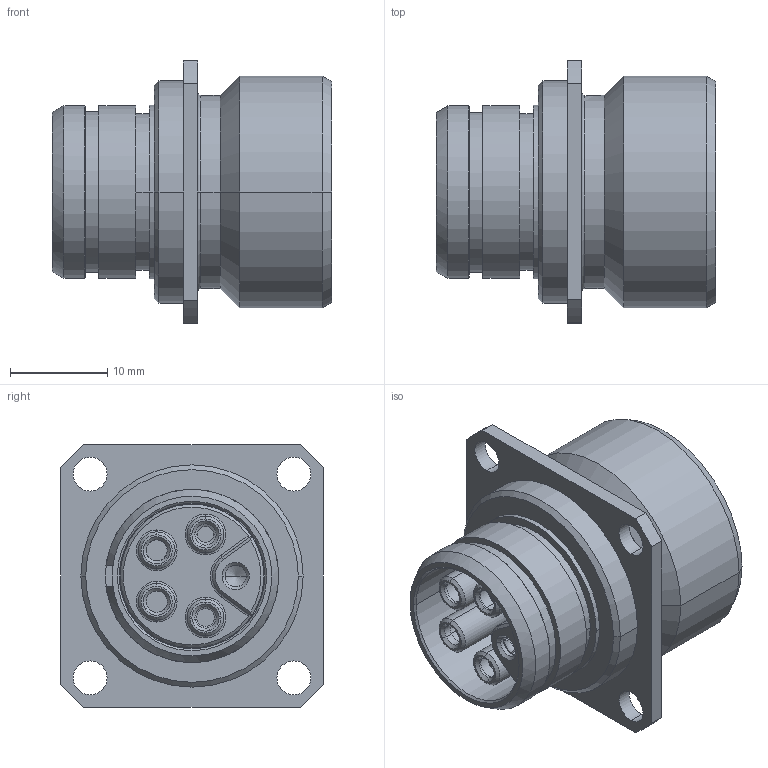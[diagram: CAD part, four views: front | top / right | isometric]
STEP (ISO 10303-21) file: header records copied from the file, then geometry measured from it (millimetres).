
FILE_DESCRIPTION((''),'2;1');
FILE_NAME('1331ER205FZ','2024-07-19T10:03:48',('paultorloting'),('NET AG system integration'),'CREO PARAMETRIC BY PTC INC, 2021404','CREO PARAMETRIC BY PTC INC, 2021404','');
FILE_SCHEMA(('AUTOMOTIVE_DESIGN { 1 0 10303 214 1 1 1 1 }'));
Length unit declared in the file: millimetre
Products named in the file (1): 1331ER205FZ
Bounding box: 28.8 x 27 x 27 mm (x, y, z)
Volume: 6432.5 mm3; surface area: 7492.9 mm2
Topology: 1 solids, 1 shells, 477 faces, 1244 edges, 786 vertices
Faces by surface type: plane 176, cylinder 172, cone 64, torus 59, bspline 6
Entity records: 21245 total; most frequent: CARTESIAN_POINT 5956, DIRECTION 2518, ORIENTED_EDGE 2464, EDGE_CURVE 1232, AXIS2_PLACEMENT_3D 980, VERTEX_POINT 786, VECTOR 555, LINE 555
